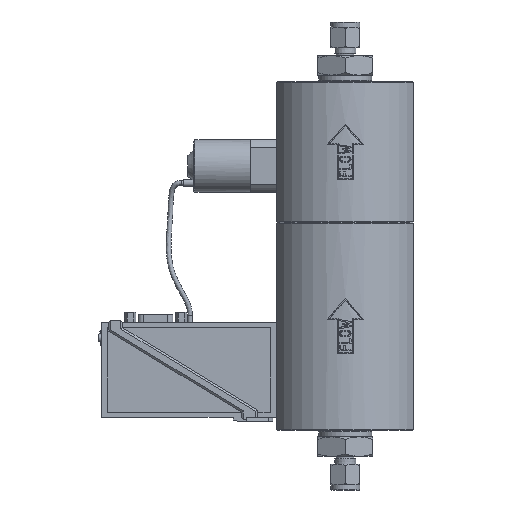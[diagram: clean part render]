
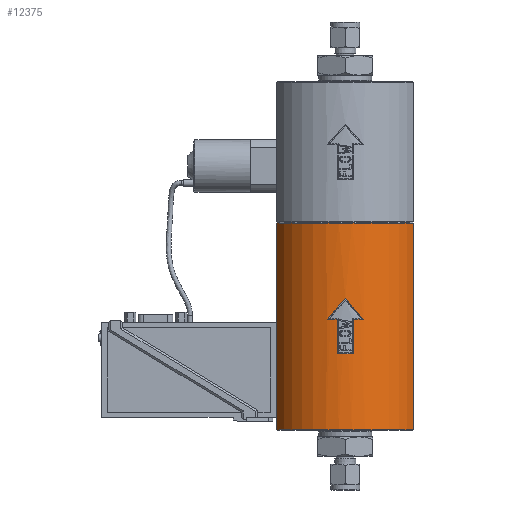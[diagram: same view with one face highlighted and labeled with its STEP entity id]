
A CAD part, left-side view. The second image highlights one B-rep face of the part: STEP entity #12375.
In plain terms, the highlighted cylindrical face has radius 37 mm (diameter 74 mm), a partial arc.
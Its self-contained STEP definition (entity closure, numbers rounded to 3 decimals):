
#73=B_SPLINE_CURVE_WITH_KNOTS('',3,(#23351,#23352,#23353,#23354,#23355,
#23356,#23357,#23358,#23359,#23360,#23361,#23362,#23363,#23364,#23365,#23366,
#23367,#23368,#23369,#23370,#23371,#23372,#23373,#23374,#23375,#23376,#23377,
#23378),.UNSPECIFIED.,.F.,.F.,(4,1,1,1,1,1,1,1,1,1,1,1,1,1,1,1,1,1,1,1,
1,1,1,1,1,4),(-1.345,-1.248,-1.167,-1.133,
-1.067,-1.033,-0.967,-0.933,
-0.867,-0.833,-0.767,-0.733,
-0.667,-0.633,-0.567,-0.533,
-0.467,-0.433,-0.367,-0.333,
-0.267,-0.233,-0.167,-0.133,
-0.067,0.),.UNSPECIFIED.);
#74=B_SPLINE_CURVE_WITH_KNOTS('',3,(#23493,#23494,#23495,#23496,#23497,
#23498,#23499,#23500,#23501,#23502,#23503,#23504,#23505,#23506,#23507,#23508,
#23509,#23510,#23511,#23512,#23513,#23514,#23515,#23516,#23517,#23518,#23519,
#23520),.UNSPECIFIED.,.F.,.F.,(4,1,1,1,1,1,1,1,1,1,1,1,1,1,1,1,1,1,1,1,
1,1,1,1,1,4),(-1.345,-1.248,-1.167,-1.133,
-1.067,-1.033,-0.967,-0.933,
-0.867,-0.833,-0.767,-0.733,
-0.667,-0.633,-0.567,-0.533,
-0.467,-0.433,-0.367,-0.333,
-0.267,-0.233,-0.167,-0.133,
-0.067,0.),.UNSPECIFIED.);
#820=FACE_BOUND('',#2339,.T.);
#1561=FACE_OUTER_BOUND('',#2338,.T.);
#2338=EDGE_LOOP('',(#9515,#9516,#9517,#9518));
#2339=EDGE_LOOP('',(#9519,#9520,#9521,#9522,#9523,#9524,#9525));
#3130=LINE('',#23232,#4096);
#3136=LINE('',#23528,#4102);
#3171=LINE('',#26432,#4137);
#3172=LINE('',#26435,#4138);
#4096=VECTOR('',#15008,10.);
#4102=VECTOR('',#15024,10.);
#4137=VECTOR('',#15091,10.);
#4138=VECTOR('',#15094,10.);
#5005=CIRCLE('',#13277,37.);
#5006=CIRCLE('',#13279,37.);
#5007=CIRCLE('',#13282,37.);
#5012=CIRCLE('',#13296,37.);
#5013=CIRCLE('',#13297,37.);
#5641=VERTEX_POINT('',#23229);
#5642=VERTEX_POINT('',#23231);
#5643=VERTEX_POINT('',#23235);
#5644=VERTEX_POINT('',#23350);
#5645=VERTEX_POINT('',#23492);
#5646=VERTEX_POINT('',#23523);
#5647=VERTEX_POINT('',#23527);
#5706=VERTEX_POINT('',#26428);
#5707=VERTEX_POINT('',#26429);
#5708=VERTEX_POINT('',#26431);
#5709=VERTEX_POINT('',#26433);
#7036=EDGE_CURVE('',#5642,#5641,#3130,.T.);
#7038=EDGE_CURVE('',#5643,#5642,#5005,.T.);
#7040=EDGE_CURVE('',#5644,#5643,#73,.T.);
#7042=EDGE_CURVE('',#5645,#5644,#74,.T.);
#7044=EDGE_CURVE('',#5646,#5645,#5006,.T.);
#7046=EDGE_CURVE('',#5647,#5646,#3136,.T.);
#7048=EDGE_CURVE('',#5641,#5647,#5007,.T.);
#7136=EDGE_CURVE('',#5706,#5707,#5012,.T.);
#7137=EDGE_CURVE('',#5706,#5708,#3171,.T.);
#7138=EDGE_CURVE('',#5709,#5708,#5013,.T.);
#7139=EDGE_CURVE('',#5707,#5709,#3172,.T.);
#9515=ORIENTED_EDGE('',*,*,#7136,.F.);
#9516=ORIENTED_EDGE('',*,*,#7137,.T.);
#9517=ORIENTED_EDGE('',*,*,#7138,.F.);
#9518=ORIENTED_EDGE('',*,*,#7139,.F.);
#9519=ORIENTED_EDGE('',*,*,#7036,.T.);
#9520=ORIENTED_EDGE('',*,*,#7048,.T.);
#9521=ORIENTED_EDGE('',*,*,#7046,.T.);
#9522=ORIENTED_EDGE('',*,*,#7044,.T.);
#9523=ORIENTED_EDGE('',*,*,#7042,.T.);
#9524=ORIENTED_EDGE('',*,*,#7040,.T.);
#9525=ORIENTED_EDGE('',*,*,#7038,.T.);
#12020=CYLINDRICAL_SURFACE('',#13295,37.);
#12375=ADVANCED_FACE('',(#1561,#820),#12020,.T.);
#13277=AXIS2_PLACEMENT_3D('',#23236,#15012,#15013);
#13279=AXIS2_PLACEMENT_3D('',#23524,#15019,#15020);
#13282=AXIS2_PLACEMENT_3D('',#23531,#15028,#15029);
#13295=AXIS2_PLACEMENT_3D('',#26427,#15087,#15088);
#13296=AXIS2_PLACEMENT_3D('',#26430,#15089,#15090);
#13297=AXIS2_PLACEMENT_3D('',#26434,#15092,#15093);
#15008=DIRECTION('',(0.,0.,-1.));
#15012=DIRECTION('center_axis',(0.,0.,
-1.));
#15013=DIRECTION('ref_axis',(0.425,0.905,0.));
#15019=DIRECTION('center_axis',(0.,0.,
-1.));
#15020=DIRECTION('ref_axis',(0.425,0.905,0.));
#15024=DIRECTION('',(0.,0.,1.));
#15028=DIRECTION('center_axis',(0.,0.,
-1.));
#15029=DIRECTION('ref_axis',(0.425,0.905,0.));
#15087=DIRECTION('center_axis',(0.,0.,-1.));
#15088=DIRECTION('ref_axis',(0.425,0.905,0.));
#15089=DIRECTION('center_axis',(0.,0.,1.));
#15090=DIRECTION('ref_axis',(-0.425,-0.905,0.));
#15091=DIRECTION('',(0.,0.,-1.));
#15092=DIRECTION('center_axis',(0.,0.,-1.));
#15093=DIRECTION('ref_axis',(-0.425,-0.905,0.));
#15094=DIRECTION('',(0.,0.,-1.));
#23229=CARTESIAN_POINT('',(-36.784,-3.992,-64.5));
#23231=CARTESIAN_POINT('',(-36.784,-3.992,-47.5));
#23232=CARTESIAN_POINT('',(-36.784,-3.992,0.));
#23235=CARTESIAN_POINT('',(-35.911,-8.912,-47.5));
#23236=CARTESIAN_POINT('Origin',(0.,0.,
-47.5));
#23350=CARTESIAN_POINT('',(-37.,0.,-37.5));
#23351=CARTESIAN_POINT('Ctrl Pts',(-37.,0.,
-37.5));
#23352=CARTESIAN_POINT('Ctrl Pts',(-37.,-0.216,
-37.74));
#23353=CARTESIAN_POINT('Ctrl Pts',(-36.997,-0.615,
-38.183));
#23354=CARTESIAN_POINT('Ctrl Pts',(-36.985,-1.087,
-38.708));
#23355=CARTESIAN_POINT('Ctrl Pts',(-36.97,-1.492,
-39.159));
#23356=CARTESIAN_POINT('Ctrl Pts',(-36.957,-1.789,
-39.489));
#23357=CARTESIAN_POINT('Ctrl Pts',(-36.937,-2.16,
-39.902));
#23358=CARTESIAN_POINT('Ctrl Pts',(-36.919,-2.457,
-40.232));
#23359=CARTESIAN_POINT('Ctrl Pts',(-36.892,-2.828,
-40.645));
#23360=CARTESIAN_POINT('Ctrl Pts',(-36.868,-3.124,-40.976));
#23361=CARTESIAN_POINT('Ctrl Pts',(-36.835,-3.494,
-41.388));
#23362=CARTESIAN_POINT('Ctrl Pts',(-36.806,-3.79,
-41.719));
#23363=CARTESIAN_POINT('Ctrl Pts',(-36.766,-4.16,
-42.132));
#23364=CARTESIAN_POINT('Ctrl Pts',(-36.731,-4.455,
-42.462));
#23365=CARTESIAN_POINT('Ctrl Pts',(-36.685,-4.824,-42.875));
#23366=CARTESIAN_POINT('Ctrl Pts',(-36.645,-5.118,
-43.205));
#23367=CARTESIAN_POINT('Ctrl Pts',(-36.592,-5.486,
-43.618));
#23368=CARTESIAN_POINT('Ctrl Pts',(-36.546,-5.78,
-43.949));
#23369=CARTESIAN_POINT('Ctrl Pts',(-36.486,-6.147,
-44.362));
#23370=CARTESIAN_POINT('Ctrl Pts',(-36.436,-6.44,
-44.692));
#23371=CARTESIAN_POINT('Ctrl Pts',(-36.369,-6.806,
-45.105));
#23372=CARTESIAN_POINT('Ctrl Pts',(-36.313,-7.098,
-45.435));
#23373=CARTESIAN_POINT('Ctrl Pts',(-36.24,-7.462,
-45.848));
#23374=CARTESIAN_POINT('Ctrl Pts',(-36.179,-7.753,-46.179));
#23375=CARTESIAN_POINT('Ctrl Pts',(-36.099,-8.116,
-46.592));
#23376=CARTESIAN_POINT('Ctrl Pts',(-36.016,-8.478,
-47.004));
#23377=CARTESIAN_POINT('Ctrl Pts',(-35.947,-8.767,
-47.335));
#23378=CARTESIAN_POINT('Ctrl Pts',(-35.911,-8.912,
-47.5));
#23492=CARTESIAN_POINT('',(-35.911,8.912,-47.5));
#23493=CARTESIAN_POINT('Ctrl Pts',(-35.911,8.912,-47.5));
#23494=CARTESIAN_POINT('Ctrl Pts',(-35.963,8.702,-47.26));
#23495=CARTESIAN_POINT('Ctrl Pts',(-36.055,8.314,-46.817));
#23496=CARTESIAN_POINT('Ctrl Pts',(-36.158,7.853,-46.292));
#23497=CARTESIAN_POINT('Ctrl Pts',(-36.242,7.456,-45.841));
#23498=CARTESIAN_POINT('Ctrl Pts',(-36.3,7.165,-45.511));
#23499=CARTESIAN_POINT('Ctrl Pts',(-36.37,6.8,-45.098));
#23500=CARTESIAN_POINT('Ctrl Pts',(-36.424,6.507,-44.768));
#23501=CARTESIAN_POINT('Ctrl Pts',(-36.487,6.141,-44.355));
#23502=CARTESIAN_POINT('Ctrl Pts',(-36.536,5.847,-44.024));
#23503=CARTESIAN_POINT('Ctrl Pts',(-36.592,5.48,-43.612));
#23504=CARTESIAN_POINT('Ctrl Pts',(-36.635,5.186,-43.281));
#23505=CARTESIAN_POINT('Ctrl Pts',(-36.686,4.818,-42.868));
#23506=CARTESIAN_POINT('Ctrl Pts',(-36.723,4.523,-42.538));
#23507=CARTESIAN_POINT('Ctrl Pts',(-36.767,4.154,-42.125));
#23508=CARTESIAN_POINT('Ctrl Pts',(-36.799,3.858,-41.795));
#23509=CARTESIAN_POINT('Ctrl Pts',(-36.836,3.488,-41.382));
#23510=CARTESIAN_POINT('Ctrl Pts',(-36.863,3.192,-41.051));
#23511=CARTESIAN_POINT('Ctrl Pts',(-36.893,2.822,-40.638));
#23512=CARTESIAN_POINT('Ctrl Pts',(-36.914,2.525,-40.308));
#23513=CARTESIAN_POINT('Ctrl Pts',(-36.938,2.154,-39.895));
#23514=CARTESIAN_POINT('Ctrl Pts',(-36.954,1.857,-39.565));
#23515=CARTESIAN_POINT('Ctrl Pts',(-36.971,1.486,-39.152));
#23516=CARTESIAN_POINT('Ctrl Pts',(-36.981,1.189,-38.821));
#23517=CARTESIAN_POINT('Ctrl Pts',(-36.991,0.818,
-38.408));
#23518=CARTESIAN_POINT('Ctrl Pts',(-36.998,0.446,
-37.996));
#23519=CARTESIAN_POINT('Ctrl Pts',(-37.,0.149,
-37.665));
#23520=CARTESIAN_POINT('Ctrl Pts',(-37.,0.,
-37.5));
#23523=CARTESIAN_POINT('',(-36.784,3.992,-47.5));
#23524=CARTESIAN_POINT('Origin',(0.,0.,
-47.5));
#23527=CARTESIAN_POINT('',(-36.784,3.992,-64.5));
#23528=CARTESIAN_POINT('',(-36.784,3.992,0.));
#23531=CARTESIAN_POINT('Origin',(0.,0.,
-64.5));
#26427=CARTESIAN_POINT('Origin',(0.,0.,
0.));
#26428=CARTESIAN_POINT('',(-15.708,33.5,-0.4));
#26429=CARTESIAN_POINT('',(-15.708,-33.5,-0.4));
#26430=CARTESIAN_POINT('Origin',(0.,0.,
-0.4));
#26431=CARTESIAN_POINT('',(-15.708,33.5,-101.6));
#26432=CARTESIAN_POINT('',(-15.708,33.5,0.));
#26433=CARTESIAN_POINT('',(-15.708,-33.5,-101.6));
#26434=CARTESIAN_POINT('Origin',(0.,0.,
-101.6));
#26435=CARTESIAN_POINT('',(-15.708,-33.5,0.));
